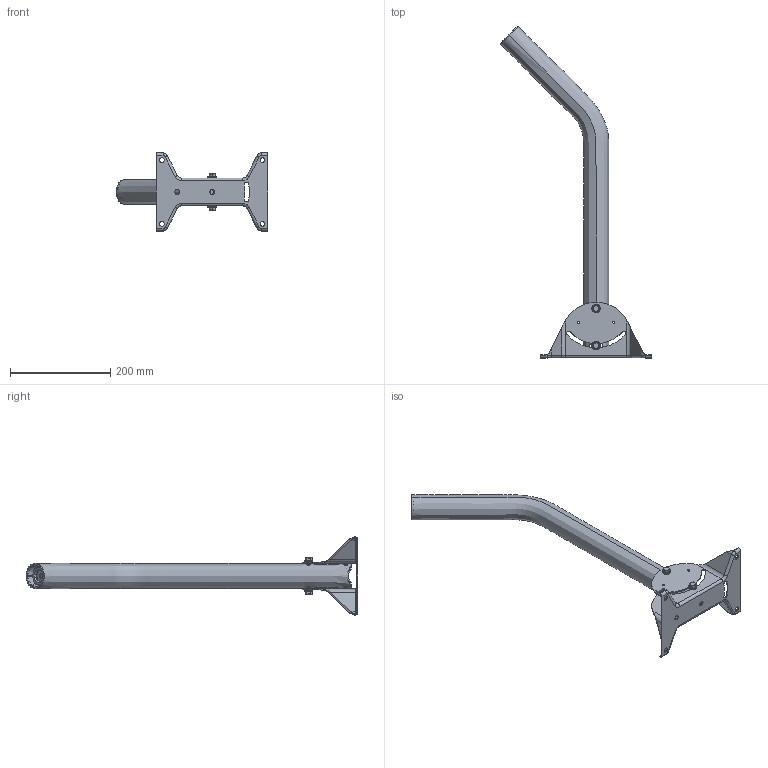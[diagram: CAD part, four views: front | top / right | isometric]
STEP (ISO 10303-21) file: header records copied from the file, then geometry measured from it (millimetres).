
FILE_DESCRIPTION (( 'STEP AP214' ), '1' );
FILE_NAME ('HGX-UMOUNT07.STEP', '2013-09-17T17:59:04', ( 'L-Com' ), ( 'L-Com Global Connectivity' ), 'SwSTEP 2.0', 'SolidWorks 2012', '' );
FILE_SCHEMA (( 'AUTOMOTIVE_DESIGN' ));
Length unit declared in the file: inch
Products named in the file (6): HGX-UMOUNT07_TUBE HEX BOLT; HGX-UMOUNT07_LEVELER; HGX-UMOUNT07_TREADED RECEPTER; HGX-UMOUNT07_TUBE; HGX-UMOUNT07_BASE; HGX-UMOUNT07
Assembly tree (8 placements, depth 2):
  HGX-UMOUNT07
    HGX-UMOUNT07_BASE
    HGX-UMOUNT07_TUBE
    HGX-UMOUNT07_TREADED RECEPTER
    HGX-UMOUNT07_LEVELER
    HGX-UMOUNT07_TUBE HEX BOLT  x4
Bounding box: 302.61 x 661.52 x 155.57 mm (x, y, z)
Volume: 296754.4 mm3; surface area: 331777.1 mm2
Topology: 9 solids, 9 shells, 904 faces, 2391 edges, 1498 vertices
Faces by surface type: cylinder 361, plane 287, cone 179, torus 41, sphere 32, bspline 4
Entity records: 20879 total; most frequent: CARTESIAN_POINT 6852, ORIENTED_EDGE 2896, DIRECTION 2841, EDGE_CURVE 1448, AXIS2_PLACEMENT_3D 1085, VERTEX_POINT 932, VECTOR 671, LINE 671
